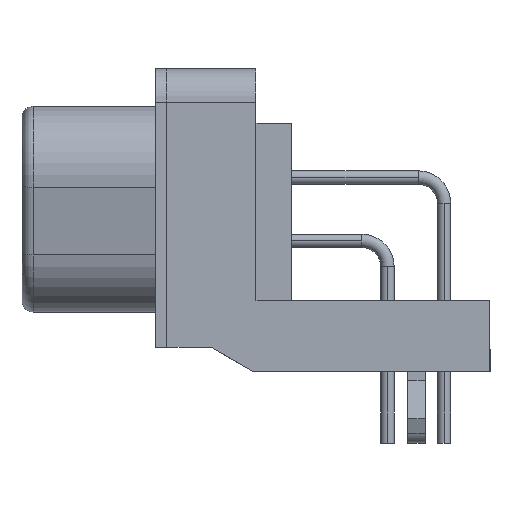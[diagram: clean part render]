
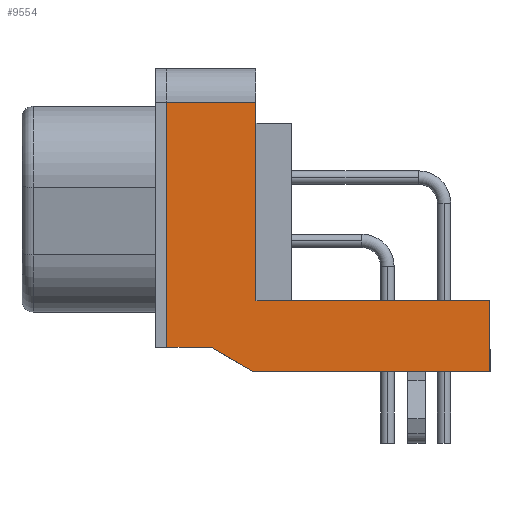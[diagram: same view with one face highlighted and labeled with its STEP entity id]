
A CAD part, left-side view. The second image highlights one B-rep face of the part: STEP entity #9554.
In plain terms, the highlighted planar face has unit normal (-1, 0, 0).
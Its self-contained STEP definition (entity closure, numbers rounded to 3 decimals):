
#8879=CARTESIAN_POINT('',(-19.75,11.17,1.1));
#8880=VERTEX_POINT('',#8879);
#8887=CARTESIAN_POINT('',(-19.75,11.17,12.1));
#8888=VERTEX_POINT('',#8887);
#8889=CARTESIAN_POINT('',(-19.75,11.17,12.1));
#8890=DIRECTION('',(0.0,0.0,-1.0));
#8891=VECTOR('',#8890,11.);
#8892=LINE('',#8889,#8891);
#8893=EDGE_CURVE('',#8888,#8880,#8892,.T.);
#8921=CARTESIAN_POINT('',(-19.75,9.17,1.1));
#8922=VERTEX_POINT('',#8921);
#8929=CARTESIAN_POINT('',(-19.75,9.17,1.1));
#8930=DIRECTION('',(0.0,1.0,0.0));
#8931=VECTOR('',#8930,2.);
#8932=LINE('',#8929,#8931);
#8933=EDGE_CURVE('',#8922,#8880,#8932,.T.);
#9308=CARTESIAN_POINT('',(-19.75,7.265,0.));
#9309=VERTEX_POINT('',#9308);
#9316=CARTESIAN_POINT('',(-19.75,9.17,1.1));
#9317=DIRECTION('',(0.0,-0.866,-0.5));
#9318=VECTOR('',#9317,2.2);
#9319=LINE('',#9316,#9318);
#9320=EDGE_CURVE('',#8922,#9309,#9319,.T.);
#9340=CARTESIAN_POINT('',(-19.75,-3.33,0.0));
#9341=VERTEX_POINT('',#9340);
#9350=CARTESIAN_POINT('',(-19.75,7.265,0.));
#9351=DIRECTION('',(0.0,-1.0,0.0));
#9352=VECTOR('',#9351,10.595);
#9353=LINE('',#9350,#9352);
#9354=EDGE_CURVE('',#9309,#9341,#9353,.T.);
#9466=CARTESIAN_POINT('',(-19.75,7.17,12.1));
#9467=VERTEX_POINT('',#9466);
#9475=CARTESIAN_POINT('',(-19.75,7.17,3.2));
#9476=VERTEX_POINT('',#9475);
#9477=CARTESIAN_POINT('',(-19.75,7.17,3.2));
#9478=DIRECTION('',(0.0,0.0,1.0));
#9479=VECTOR('',#9478,8.9);
#9480=LINE('',#9477,#9479);
#9481=EDGE_CURVE('',#9476,#9467,#9480,.T.);
#9516=CARTESIAN_POINT('',(-19.75,11.17,12.1));
#9517=DIRECTION('',(0.0,-1.0,0.0));
#9518=VECTOR('',#9517,4.0);
#9519=LINE('',#9516,#9518);
#9520=EDGE_CURVE('',#8888,#9467,#9519,.T.);
#9527=CARTESIAN_POINT('',(-19.75,-4.155,6.8));
#9528=DIRECTION('',(-1.0,0.0,0.0));
#9529=DIRECTION('',(0.0,1.0,0.0));
#9530=AXIS2_PLACEMENT_3D('',#9527,#9528,#9529);
#9531=PLANE('',#9530);
#9532=ORIENTED_EDGE('',*,*,#8893,.T.);
#9533=ORIENTED_EDGE('',*,*,#8933,.F.);
#9534=ORIENTED_EDGE('',*,*,#9320,.T.);
#9535=ORIENTED_EDGE('',*,*,#9354,.T.);
#9536=CARTESIAN_POINT('',(-19.75,-3.33,3.2));
#9537=VERTEX_POINT('',#9536);
#9538=CARTESIAN_POINT('',(-19.75,-3.33,0.0));
#9539=DIRECTION('',(0.0,0.0,1.0));
#9540=VECTOR('',#9539,3.2);
#9541=LINE('',#9538,#9540);
#9542=EDGE_CURVE('',#9341,#9537,#9541,.T.);
#9543=ORIENTED_EDGE('',*,*,#9542,.T.);
#9544=CARTESIAN_POINT('',(-19.75,-3.33,3.2));
#9545=DIRECTION('',(0.0,1.0,0.0));
#9546=VECTOR('',#9545,10.5);
#9547=LINE('',#9544,#9546);
#9548=EDGE_CURVE('',#9537,#9476,#9547,.T.);
#9549=ORIENTED_EDGE('',*,*,#9548,.T.);
#9550=ORIENTED_EDGE('',*,*,#9481,.T.);
#9551=ORIENTED_EDGE('',*,*,#9520,.F.);
#9552=EDGE_LOOP('',(#9532,#9533,#9534,#9535,#9543,#9549,#9550,#9551));
#9553=FACE_OUTER_BOUND('',#9552,.T.);
#9554=ADVANCED_FACE('',(#9553),#9531,.T.);
